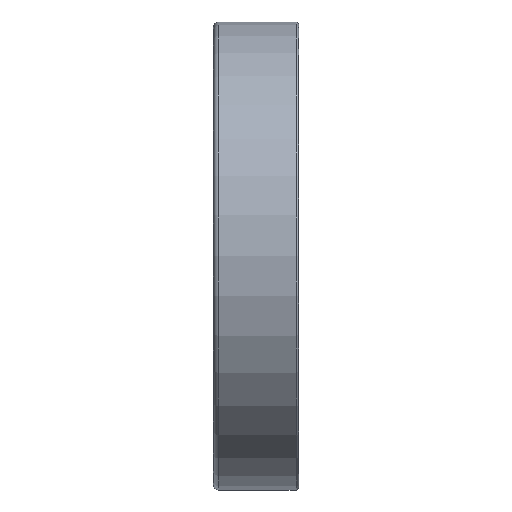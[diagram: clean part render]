
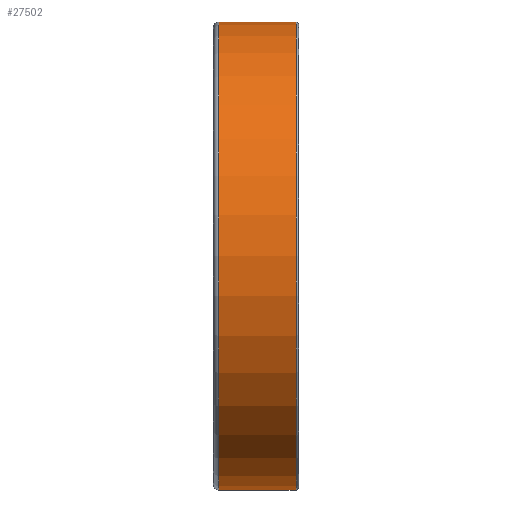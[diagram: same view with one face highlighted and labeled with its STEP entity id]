
A CAD part, top view. The second image highlights one B-rep face of the part: STEP entity #27502.
In plain terms, the highlighted cylindrical face has radius 27.5 mm (diameter 55 mm), a partial arc.
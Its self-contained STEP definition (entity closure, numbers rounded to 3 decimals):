
#17249=DIRECTION('',(-1.,0.,0.));
#17250=VECTOR('',#17249,9.1);
#17251=CARTESIAN_POINT('',(4.7,27.5,0.));
#17252=LINE('',#17251,#17250);
#17256=DIRECTION('',(-1.,0.,0.));
#17257=VECTOR('',#17256,9.1);
#17258=CARTESIAN_POINT('',(4.7,-27.5,0.));
#17259=LINE('',#17258,#17257);
#17271=CARTESIAN_POINT('',(4.7,0.,0.));
#17272=DIRECTION('',(1.,0.,0.));
#17273=DIRECTION('',(0.,1.,0.));
#17274=AXIS2_PLACEMENT_3D('',#17271,#17272,#17273);
#17279=CARTESIAN_POINT('',(-4.4,0.,0.));
#17280=DIRECTION('',(1.,0.,0.));
#17281=DIRECTION('',(0.,1.,0.));
#17282=AXIS2_PLACEMENT_3D('',#17279,#17280,#17281);
#24332=CARTESIAN_POINT('',(4.7,27.5,0.));
#24333=CARTESIAN_POINT('',(-4.4,27.5,0.));
#24334=VERTEX_POINT('',#24332);
#24335=VERTEX_POINT('',#24333);
#24344=CARTESIAN_POINT('',(4.7,-27.5,0.));
#24345=CARTESIAN_POINT('',(-4.4,-27.5,0.));
#24346=VERTEX_POINT('',#24344);
#24347=VERTEX_POINT('',#24345);
#27490=CARTESIAN_POINT('',(-5.5,0.,0.));
#27491=DIRECTION('',(1.,0.,0.));
#27492=DIRECTION('',(0.,-1.,0.));
#27493=AXIS2_PLACEMENT_3D('',#27490,#27491,#27492);
#27494=CYLINDRICAL_SURFACE('',#27493,27.5);
#27495=ORIENTED_EDGE('',*,*,#27480,.F.);
#27496=ORIENTED_EDGE('',*,*,#27457,.T.);
#27497=ORIENTED_EDGE('',*,*,#27484,.T.);
#27499=ORIENTED_EDGE('',*,*,#27498,.F.);
#27500=EDGE_LOOP('',(#27495,#27496,#27497,#27499));
#27501=FACE_OUTER_BOUND('',#27500,.F.);
#17275=CIRCLE('',#17274,27.5);
#17283=CIRCLE('',#17282,27.5);
#27457=EDGE_CURVE('',#24334,#24346,#17275,.T.);
#27480=EDGE_CURVE('',#24334,#24335,#17252,.T.);
#27484=EDGE_CURVE('',#24346,#24347,#17259,.T.);
#27498=EDGE_CURVE('',#24335,#24347,#17283,.T.);
#27502=ADVANCED_FACE('',(#27501),#27494,.T.);
